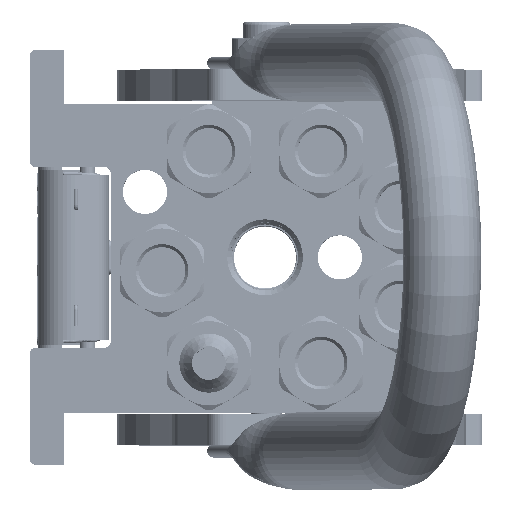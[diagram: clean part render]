
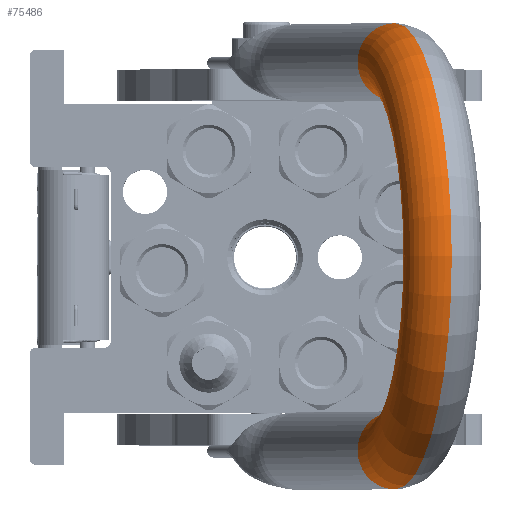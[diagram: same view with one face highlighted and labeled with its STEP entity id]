
A CAD part, top view. The second image highlights one B-rep face of the part: STEP entity #75486.
In plain terms, the highlighted toroidal (fillet/blend) face has major radius 62.25 mm and minor radius 12.5 mm.
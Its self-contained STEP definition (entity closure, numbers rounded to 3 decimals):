
#6319 = VERTEX_POINT ( 'NONE', #133749 ) ;
#7667 = DIRECTION ( 'NONE',  ( 1., 0., 0. ) ) ;
#9057 = DIRECTION ( 'NONE',  ( 0., 0., 1. ) ) ;
#13599 = ORIENTED_EDGE ( 'NONE', *, *, #68767, .T. ) ;
#14432 = DIRECTION ( 'NONE',  ( -1., 0., 0. ) ) ;
#14644 = DIRECTION ( 'NONE',  ( 1., 0., 0. ) ) ;
#15123 = DIRECTION ( 'NONE',  ( 0., 1., 0. ) ) ;
#26089 = CARTESIAN_POINT ( 'NONE',  ( 0., 0., 125.25 ) ) ;
#33480 = FACE_OUTER_BOUND ( 'NONE', #59372, .T. ) ;
#35652 = DIRECTION ( 'NONE',  ( -1., 0., 0. ) ) ;
#39988 = CARTESIAN_POINT ( 'NONE',  ( -74.75, 0., 125.25 ) ) ;
#45873 = AXIS2_PLACEMENT_3D ( 'NONE', #104478, #9057, #7667 ) ;
#53794 = ORIENTED_EDGE ( 'NONE', *, *, #70242, .F. ) ;
#57459 = AXIS2_PLACEMENT_3D ( 'NONE', #101895, #15123, #14644 ) ;
#59372 = EDGE_LOOP ( 'NONE', ( #13599, #53794, #134416, #82462 ) ) ;
#68767 = EDGE_CURVE ( 'NONE', #129733, #69835, #139738, .T. ) ;
#69835 = VERTEX_POINT ( 'NONE', #118783 ) ;
#70242 = EDGE_CURVE ( 'NONE', #80455, #69835, #106350, .T. ) ;
#72514 = EDGE_CURVE ( 'NONE', #6319, #129733, #131327, .T. ) ;
#73246 = AXIS2_PLACEMENT_3D ( 'NONE', #121960, #78620, #101027 ) ;
#75486 = ADVANCED_FACE ( 'NONE', ( #33480 ), #84660, .T. ) ;
#77381 = CARTESIAN_POINT ( 'NONE',  ( 0., 0., 125.25 ) ) ;
#78620 = DIRECTION ( 'NONE',  ( 0., 0., -1. ) ) ;
#80455 = VERTEX_POINT ( 'NONE', #123219 ) ;
#82462 = ORIENTED_EDGE ( 'NONE', *, *, #72514, .T. ) ;
#84660 = TOROIDAL_SURFACE ( 'NONE', #57459, 62.25, 12.5 ) ;
#91212 = DIRECTION ( 'NONE',  ( 0., 1., 0. ) ) ;
#91462 = AXIS2_PLACEMENT_3D ( 'NONE', #77381, #91212, #14432 ) ;
#101027 = DIRECTION ( 'NONE',  ( -1., 0., 0. ) ) ;
#101895 = CARTESIAN_POINT ( 'NONE',  ( 0., 0., 125.25 ) ) ;
#104478 = CARTESIAN_POINT ( 'NONE',  ( -62.25, 0., 125.25 ) ) ;
#106350 = CIRCLE ( 'NONE', #73246, 12.5 ) ;
#118783 = CARTESIAN_POINT ( 'NONE',  ( 74.75, 0., 125.25 ) ) ;
#121960 = CARTESIAN_POINT ( 'NONE',  ( 62.25, 0., 125.25 ) ) ;
#123219 = CARTESIAN_POINT ( 'NONE',  ( 49.75, 0., 125.25 ) ) ;
#129733 = VERTEX_POINT ( 'NONE', #39988 ) ;
#131327 = CIRCLE ( 'NONE', #45873, 12.5 ) ;
#131838 = AXIS2_PLACEMENT_3D ( 'NONE', #26089, #133936, #35652 ) ;
#132088 = EDGE_CURVE ( 'NONE', #6319, #80455, #139667, .T. ) ;
#133749 = CARTESIAN_POINT ( 'NONE',  ( -49.75, 0., 125.25 ) ) ;
#133936 = DIRECTION ( 'NONE',  ( 0., 1., 0. ) ) ;
#134416 = ORIENTED_EDGE ( 'NONE', *, *, #132088, .F. ) ;
#139667 = CIRCLE ( 'NONE', #131838, 49.75 ) ;
#139738 = CIRCLE ( 'NONE', #91462, 74.75 ) ;
